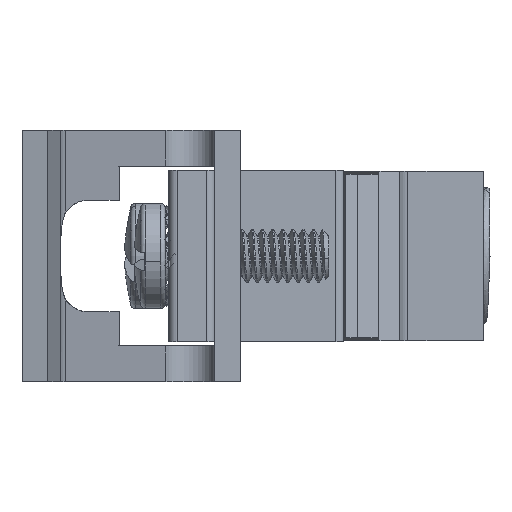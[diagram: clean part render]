
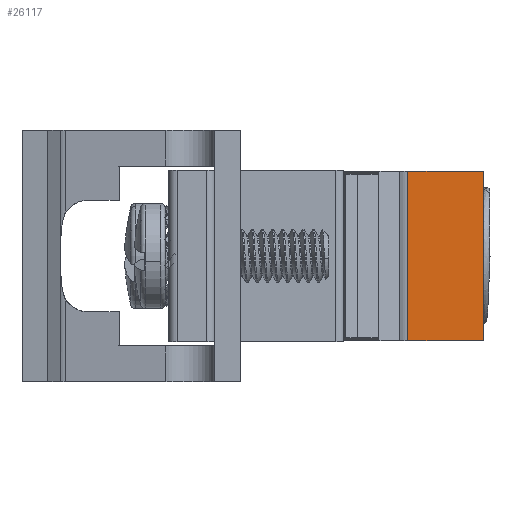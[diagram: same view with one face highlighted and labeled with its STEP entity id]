
A CAD part, left-side view. The second image highlights one B-rep face of the part: STEP entity #26117.
In plain terms, the highlighted planar face has unit normal (-1, 0, 0).
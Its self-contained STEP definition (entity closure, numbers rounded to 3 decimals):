
#980 = VERTEX_POINT ( 'NONE', #32794 ) ;
#2082 = DIRECTION ( 'NONE',  ( 0., 0., 1. ) ) ;
#4476 = VERTEX_POINT ( 'NONE', #5327 ) ;
#5327 = CARTESIAN_POINT ( 'NONE',  ( -20.32, -8.598, 6.604 ) ) ;
#5566 = EDGE_CURVE ( 'NONE', #9460, #980, #14609, .T. ) ;
#8980 = CARTESIAN_POINT ( 'NONE',  ( -20.32, -8.598, 6.604 ) ) ;
#9225 = ORIENTED_EDGE ( 'NONE', *, *, #5566, .F. ) ;
#9460 = VERTEX_POINT ( 'NONE', #24856 ) ;
#9868 = DIRECTION ( 'NONE',  ( -1., 0., 0. ) ) ;
#10396 = CARTESIAN_POINT ( 'NONE',  ( -20.32, -14.478, 6.604 ) ) ;
#12883 = CARTESIAN_POINT ( 'NONE',  ( -20.32, -8.598, 6.604 ) ) ;
#12944 = EDGE_CURVE ( 'NONE', #980, #21234, #13076, .T. ) ;
#13076 = LINE ( 'NONE', #22962, #22244 ) ;
#13499 = ORIENTED_EDGE ( 'NONE', *, *, #17383, .T. ) ;
#13903 = ORIENTED_EDGE ( 'NONE', *, *, #29899, .T. ) ;
#14609 = LINE ( 'NONE', #10396, #17960 ) ;
#14914 = EDGE_LOOP ( 'NONE', ( #30641, #9225, #13499, #13903 ) ) ;
#17383 = EDGE_CURVE ( 'NONE', #9460, #4476, #31340, .T. ) ;
#17851 = PLANE ( 'NONE',  #20462 ) ;
#17960 = VECTOR ( 'NONE', #23689, 1000. ) ;
#17977 = VECTOR ( 'NONE', #19836, 1000. ) ;
#19836 = DIRECTION ( 'NONE',  ( 0., 1., 0. ) ) ;
#20462 = AXIS2_PLACEMENT_3D ( 'NONE', #31012, #9868, #2082 ) ;
#21234 = VERTEX_POINT ( 'NONE', #32540 ) ;
#21298 = FACE_OUTER_BOUND ( 'NONE', #14914, .T. ) ;
#22244 = VECTOR ( 'NONE', #28298, 1000. ) ;
#22962 = CARTESIAN_POINT ( 'NONE',  ( -20.32, -8.598, -6.604 ) ) ;
#23689 = DIRECTION ( 'NONE',  ( 0., 0., -1. ) ) ;
#24856 = CARTESIAN_POINT ( 'NONE',  ( -20.32, -14.478, 6.604 ) ) ;
#25925 = DIRECTION ( 'NONE',  ( 0., 0., -1. ) ) ;
#26117 = ADVANCED_FACE ( 'NONE', ( #21298 ), #17851, .T. ) ;
#28298 = DIRECTION ( 'NONE',  ( 0., 1., 0. ) ) ;
#29212 = LINE ( 'NONE', #12883, #31732 ) ;
#29899 = EDGE_CURVE ( 'NONE', #4476, #21234, #29212, .T. ) ;
#30641 = ORIENTED_EDGE ( 'NONE', *, *, #12944, .F. ) ;
#31012 = CARTESIAN_POINT ( 'NONE',  ( -20.32, -8.598, 6.604 ) ) ;
#31340 = LINE ( 'NONE', #8980, #17977 ) ;
#31732 = VECTOR ( 'NONE', #25925, 1000. ) ;
#32540 = CARTESIAN_POINT ( 'NONE',  ( -20.32, -8.598, -6.604 ) ) ;
#32794 = CARTESIAN_POINT ( 'NONE',  ( -20.32, -14.478, -6.604 ) ) ;
